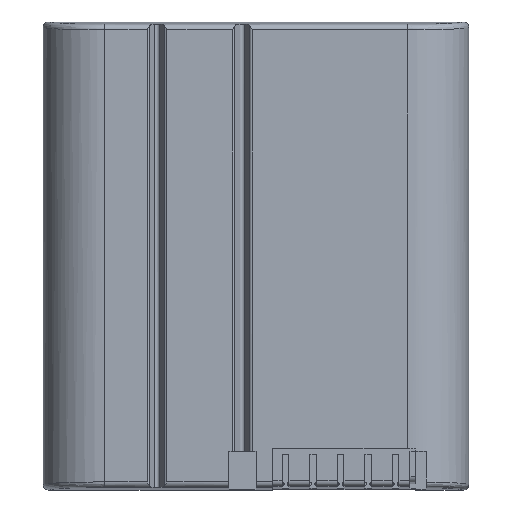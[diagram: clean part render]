
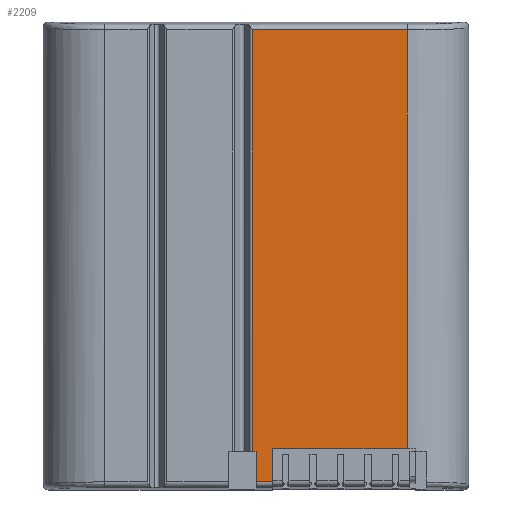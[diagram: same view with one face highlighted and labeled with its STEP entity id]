
A CAD part, top view. The second image highlights one B-rep face of the part: STEP entity #2209.
In plain terms, the highlighted planar face has unit normal (0, 0, 1).
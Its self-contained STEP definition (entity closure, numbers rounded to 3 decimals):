
#278=FACE_OUTER_BOUND('',#393,.T.);
#393=EDGE_LOOP('',(#1987,#1988,#1989,#1990,#1991,#1992,#1993,#1994));
#464=LINE('',#3270,#695);
#477=LINE('',#3485,#708);
#535=LINE('',#3645,#766);
#545=LINE('',#3682,#776);
#554=LINE('',#3794,#785);
#575=LINE('',#3868,#806);
#619=LINE('',#3977,#850);
#628=LINE('',#4000,#859);
#695=VECTOR('',#2507,7.5);
#708=VECTOR('',#2562,7.5);
#766=VECTOR('',#2716,7.5);
#776=VECTOR('',#2752,7.5);
#785=VECTOR('',#2787,7.5);
#806=VECTOR('',#2836,7.5);
#850=VECTOR('',#2944,7.5);
#859=VECTOR('',#2981,7.5);
#931=VERTEX_POINT('',#3267);
#932=VERTEX_POINT('',#3269);
#949=VERTEX_POINT('',#3480);
#950=VERTEX_POINT('',#3484);
#1004=VERTEX_POINT('',#3644);
#1017=VERTEX_POINT('',#3679);
#1018=VERTEX_POINT('',#3681);
#1041=VERTEX_POINT('',#3866);
#1150=EDGE_CURVE('',#932,#931,#464,.T.);
#1180=EDGE_CURVE('',#950,#949,#477,.T.);
#1260=EDGE_CURVE('',#932,#1004,#535,.T.);
#1278=EDGE_CURVE('',#1017,#1018,#545,.T.);
#1297=EDGE_CURVE('',#1018,#949,#554,.T.);
#1324=EDGE_CURVE('',#1017,#1041,#575,.T.);
#1381=EDGE_CURVE('',#931,#950,#619,.T.);
#1390=EDGE_CURVE('',#1041,#1004,#628,.T.);
#1987=ORIENTED_EDGE('',*,*,#1260,.F.);
#1988=ORIENTED_EDGE('',*,*,#1150,.T.);
#1989=ORIENTED_EDGE('',*,*,#1381,.T.);
#1990=ORIENTED_EDGE('',*,*,#1180,.T.);
#1991=ORIENTED_EDGE('',*,*,#1297,.F.);
#1992=ORIENTED_EDGE('',*,*,#1278,.F.);
#1993=ORIENTED_EDGE('',*,*,#1324,.T.);
#1994=ORIENTED_EDGE('',*,*,#1390,.T.);
#2097=PLANE('',#2402);
#2209=ADVANCED_FACE('',(#278),#2097,.T.);
#2402=AXIS2_PLACEMENT_3D('',#3999,#2979,#2980);
#2507=DIRECTION('',(0.,1.,0.));
#2562=DIRECTION('',(0.,1.,0.));
#2716=DIRECTION('',(-1.,0.,0.));
#2752=DIRECTION('',(0.,1.,0.));
#2787=DIRECTION('',(1.,0.,0.));
#2836=DIRECTION('',(1.,0.,0.));
#2944=DIRECTION('',(1.,0.,0.));
#2979=DIRECTION('center_axis',(0.,0.,1.));
#2980=DIRECTION('ref_axis',(1.,0.,0.));
#2981=DIRECTION('',(0.,-1.,0.));
#3267=CARTESIAN_POINT('',(-1.804,-16.012,11.2));
#3269=CARTESIAN_POINT('',(-1.804,-20.552,11.2));
#3270=CARTESIAN_POINT('',(-1.804,-4.274,11.2));
#3480=CARTESIAN_POINT('',(16.571,41.104,11.2));
#3484=CARTESIAN_POINT('',(16.571,-16.012,11.2));
#3485=CARTESIAN_POINT('',(16.571,10.276,11.2));
#3644=CARTESIAN_POINT('',(-4.054,-20.552,11.2));
#3645=CARTESIAN_POINT('',(-14.367,-20.552,11.2));
#3679=CARTESIAN_POINT('',(-4.592,-16.387,11.2));
#3681=CARTESIAN_POINT('',(-4.592,41.104,11.2));
#3682=CARTESIAN_POINT('',(-4.592,-5.68,11.2));
#3794=CARTESIAN_POINT('',(-14.367,41.104,11.2));
#3866=CARTESIAN_POINT('',(-4.054,-16.387,11.2));
#3868=CARTESIAN_POINT('',(-15.304,-16.387,11.2));
#3977=CARTESIAN_POINT('',(-13.242,-16.012,11.2));
#3999=CARTESIAN_POINT('Origin',(-24.679,10.276,11.2));
#4000=CARTESIAN_POINT('',(-4.054,-5.68,11.2));
